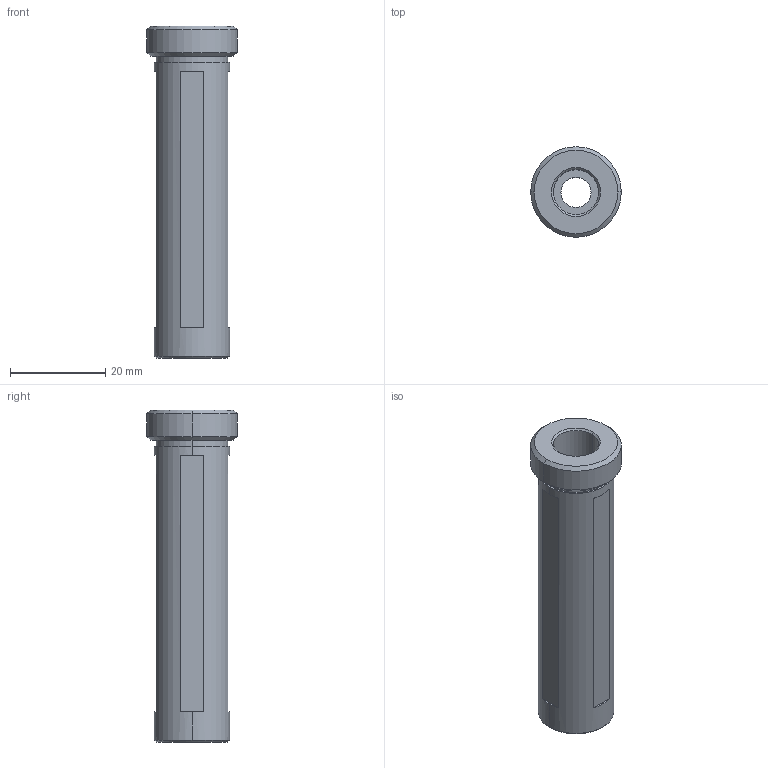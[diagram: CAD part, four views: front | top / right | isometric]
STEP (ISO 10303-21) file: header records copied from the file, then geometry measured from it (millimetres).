
FILE_DESCRIPTION (( 'STEP AP214' ), '1' );
FILE_NAME ('Micro_TH-108.STEP', '2021-09-06T13:58:49', ( '' ), ( '' ), 'SwSTEP 2.0', 'SolidWorks 2020', '' );
FILE_SCHEMA (( 'AUTOMOTIVE_DESIGN' ));
Length unit declared in the file: inch
Products named in the file (1): Micro_TH-108
Bounding box: 19.05 x 19.05 x 69.85 mm (x, y, z)
Volume: 9672.2 mm3; surface area: 5941.7 mm2
Topology: 1 solids, 1 shells, 37 faces, 80 edges, 50 vertices
Faces by surface type: plane 17, cone 10, cylinder 10
Entity records: 1060 total; most frequent: DIRECTION 198, CARTESIAN_POINT 168, ORIENTED_EDGE 160, AXIS2_PLACEMENT_3D 80, EDGE_CURVE 80, VERTEX_POINT 50, EDGE_LOOP 44, CIRCLE 42
